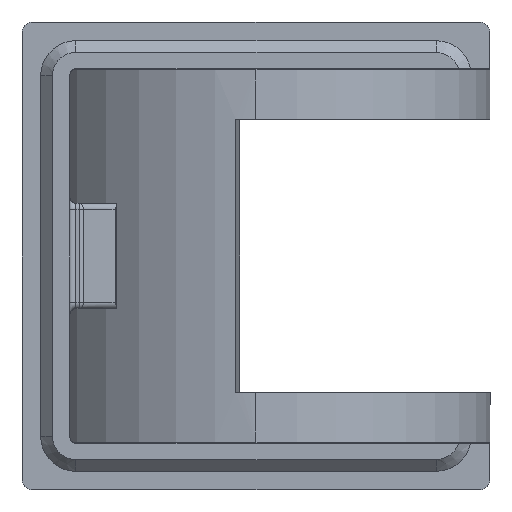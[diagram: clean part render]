
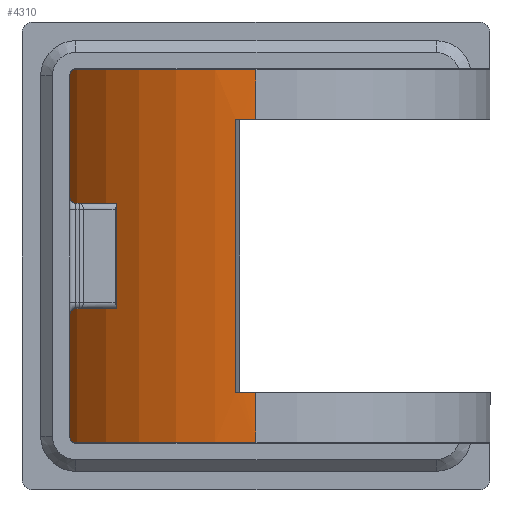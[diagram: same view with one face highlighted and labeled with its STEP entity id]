
A CAD part, left-side view. The second image highlights one B-rep face of the part: STEP entity #4310.
In plain terms, the highlighted cylindrical face has radius 20 mm (diameter 40 mm), a partial arc.
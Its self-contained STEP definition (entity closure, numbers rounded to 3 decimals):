
#10 = CARTESIAN_POINT ( 'NONE',  ( 0., 0., 15.9 ) ) ;
#164 = LINE ( 'NONE', #5705, #7233 ) ;
#280 = CARTESIAN_POINT ( 'NONE',  ( 0., 0., -15.9 ) ) ;
#445 = CARTESIAN_POINT ( 'NONE',  ( 0., 0., 11.7 ) ) ;
#633 = AXIS2_PLACEMENT_3D ( 'NONE', #280, #1047, #5862 ) ;
#640 = LINE ( 'NONE', #3071, #6411 ) ;
#1030 = DIRECTION ( 'NONE',  ( -1., 0., 0. ) ) ;
#1047 = DIRECTION ( 'NONE',  ( 0., 0., 1. ) ) ;
#1057 = EDGE_CURVE ( 'NONE', #6604, #4817, #164, .T. ) ;
#1110 = CARTESIAN_POINT ( 'NONE',  ( 0., 0., 20. ) ) ;
#1124 = DIRECTION ( 'NONE',  ( 1., 0., 0. ) ) ;
#1352 = VERTEX_POINT ( 'NONE', #7301 ) ;
#1466 = DIRECTION ( 'NONE',  ( 0., 0., -1. ) ) ;
#1704 = DIRECTION ( 'NONE',  ( 0., 0., -1. ) ) ;
#1920 = EDGE_CURVE ( 'NONE', #4817, #5011, #7550, .T. ) ;
#2104 = AXIS2_PLACEMENT_3D ( 'NONE', #445, #5268, #1124 ) ;
#2118 = CIRCLE ( 'NONE', #6617, 20. ) ;
#2139 = VERTEX_POINT ( 'NONE', #6308 ) ;
#2165 = CARTESIAN_POINT ( 'NONE',  ( -20., 0., -15.9 ) ) ;
#2191 = VERTEX_POINT ( 'NONE', #3941 ) ;
#2204 = DIRECTION ( 'NONE',  ( 0., 0., 1. ) ) ;
#2214 = AXIS2_PLACEMENT_3D ( 'NONE', #1110, #1704, #1030 ) ;
#2309 = FACE_OUTER_BOUND ( 'NONE', #4848, .T. ) ;
#2414 = EDGE_CURVE ( 'NONE', #4269, #5011, #640, .T. ) ;
#2803 = DIRECTION ( 'NONE',  ( 0., 0., 1. ) ) ;
#2849 = CARTESIAN_POINT ( 'NONE',  ( 0., 20., -15.9 ) ) ;
#2876 = CARTESIAN_POINT ( 'NONE',  ( 0., 20., 15.9 ) ) ;
#2891 = CIRCLE ( 'NONE', #6483, 20. ) ;
#3002 = DIRECTION ( 'NONE',  ( -1., 0., 0. ) ) ;
#3071 = CARTESIAN_POINT ( 'NONE',  ( -20., 0., 20. ) ) ;
#3226 = ORIENTED_EDGE ( 'NONE', *, *, #6340, .T. ) ;
#3241 = LINE ( 'NONE', #4660, #5575 ) ;
#3327 = CARTESIAN_POINT ( 'NONE',  ( 0., 0., -11.7 ) ) ;
#3391 = ORIENTED_EDGE ( 'NONE', *, *, #1057, .T. ) ;
#3763 = DIRECTION ( 'NONE',  ( 0., 0., -1. ) ) ;
#3766 = ORIENTED_EDGE ( 'NONE', *, *, #2414, .F. ) ;
#3941 = CARTESIAN_POINT ( 'NONE',  ( -19.924, 1.743, 11.7 ) ) ;
#4036 = VECTOR ( 'NONE', #1466, 1000. ) ;
#4145 = CARTESIAN_POINT ( 'NONE',  ( -20., 0., -11.7 ) ) ;
#4269 = VERTEX_POINT ( 'NONE', #4145 ) ;
#4310 = ADVANCED_FACE ( 'NONE', ( #2309 ), #6605, .T. ) ;
#4385 = CARTESIAN_POINT ( 'NONE',  ( -20., 0., 20. ) ) ;
#4517 = ORIENTED_EDGE ( 'NONE', *, *, #1920, .T. ) ;
#4660 = CARTESIAN_POINT ( 'NONE',  ( -19.924, 1.743, -11.7 ) ) ;
#4817 = VERTEX_POINT ( 'NONE', #2849 ) ;
#4848 = EDGE_LOOP ( 'NONE', ( #6206, #3226, #3391, #4517, #3766, #6162, #7433, #5508 ) ) ;
#4850 = CARTESIAN_POINT ( 'NONE',  ( -20., 0., 11.7 ) ) ;
#5011 = VERTEX_POINT ( 'NONE', #2165 ) ;
#5145 = EDGE_CURVE ( 'NONE', #2139, #2191, #3241, .T. ) ;
#5268 = DIRECTION ( 'NONE',  ( 0., 0., 1. ) ) ;
#5508 = ORIENTED_EDGE ( 'NONE', *, *, #5614, .T. ) ;
#5543 = DIRECTION ( 'NONE',  ( 0., 0., -1. ) ) ;
#5575 = VECTOR ( 'NONE', #2204, 1000. ) ;
#5584 = CIRCLE ( 'NONE', #2104, 20. ) ;
#5614 = EDGE_CURVE ( 'NONE', #2191, #6634, #5584, .T. ) ;
#5705 = CARTESIAN_POINT ( 'NONE',  ( 0., 20., 20. ) ) ;
#5857 = EDGE_CURVE ( 'NONE', #1352, #6634, #7482, .T. ) ;
#5862 = DIRECTION ( 'NONE',  ( 1., 0., 0. ) ) ;
#6103 = DIRECTION ( 'NONE',  ( 0., 0., -1. ) ) ;
#6162 = ORIENTED_EDGE ( 'NONE', *, *, #6169, .F. ) ;
#6169 = EDGE_CURVE ( 'NONE', #2139, #4269, #2891, .T. ) ;
#6206 = ORIENTED_EDGE ( 'NONE', *, *, #5857, .F. ) ;
#6308 = CARTESIAN_POINT ( 'NONE',  ( -19.924, 1.743, -11.7 ) ) ;
#6340 = EDGE_CURVE ( 'NONE', #1352, #6604, #2118, .T. ) ;
#6388 = DIRECTION ( 'NONE',  ( 1., 0., 0. ) ) ;
#6411 = VECTOR ( 'NONE', #5543, 1000. ) ;
#6483 = AXIS2_PLACEMENT_3D ( 'NONE', #3327, #2803, #6388 ) ;
#6604 = VERTEX_POINT ( 'NONE', #2876 ) ;
#6605 = CYLINDRICAL_SURFACE ( 'NONE', #2214, 20. ) ;
#6617 = AXIS2_PLACEMENT_3D ( 'NONE', #10, #6103, #3002 ) ;
#6634 = VERTEX_POINT ( 'NONE', #4850 ) ;
#7233 = VECTOR ( 'NONE', #3763, 1000. ) ;
#7301 = CARTESIAN_POINT ( 'NONE',  ( -20., 0., 15.9 ) ) ;
#7433 = ORIENTED_EDGE ( 'NONE', *, *, #5145, .T. ) ;
#7482 = LINE ( 'NONE', #4385, #4036 ) ;
#7550 = CIRCLE ( 'NONE', #633, 20. ) ;
